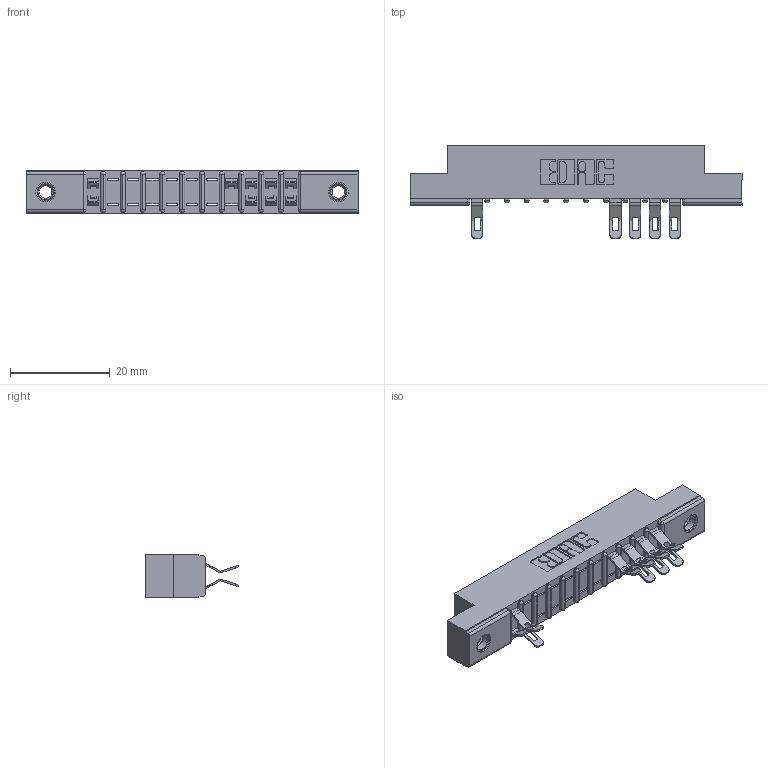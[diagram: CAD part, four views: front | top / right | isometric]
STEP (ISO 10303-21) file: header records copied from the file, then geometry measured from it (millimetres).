
FILE_DESCRIPTION (( 'STEP AP203' ), '1' );
FILE_NAME ('307-022-555-207.STEP', '2018-08-04T04:24:02', ( '' ), ( '' ), 'SwSTEP 2.0', 'SolidWorks 2016', '' );
FILE_SCHEMA (( 'CONFIG_CONTROL_DESIGN' ));
Length unit declared in the file: inch
Products named in the file (4): 307 Part_.156 Dia Mounting Holes; 307-290-001_555; 345-250-001_345-250-005-103; 307-022-555-207
Assembly tree (12 placements, depth 2):
  307-022-555-207
    307 Part_.156 Dia Mounting Holes
    307-290-001_555  x9
    345-250-001_345-250-005-103  x2
Bounding box: 66.6 x 18.75 x 8.71 mm (x, y, z)
Volume: 4202.5 mm3; surface area: 6041.2 mm2
Topology: 12 solids, 12 shells, 869 faces, 2504 edges, 1616 vertices
Faces by surface type: plane 486, cylinder 343, sphere 24, cone 12, torus 4
Entity records: 14910 total; most frequent: CARTESIAN_POINT 2493, ORIENTED_EDGE 2476, DIRECTION 2458, EDGE_CURVE 1238, LINE 924, VECTOR 924, VERTEX_POINT 802, AXIS2_PLACEMENT_3D 767
